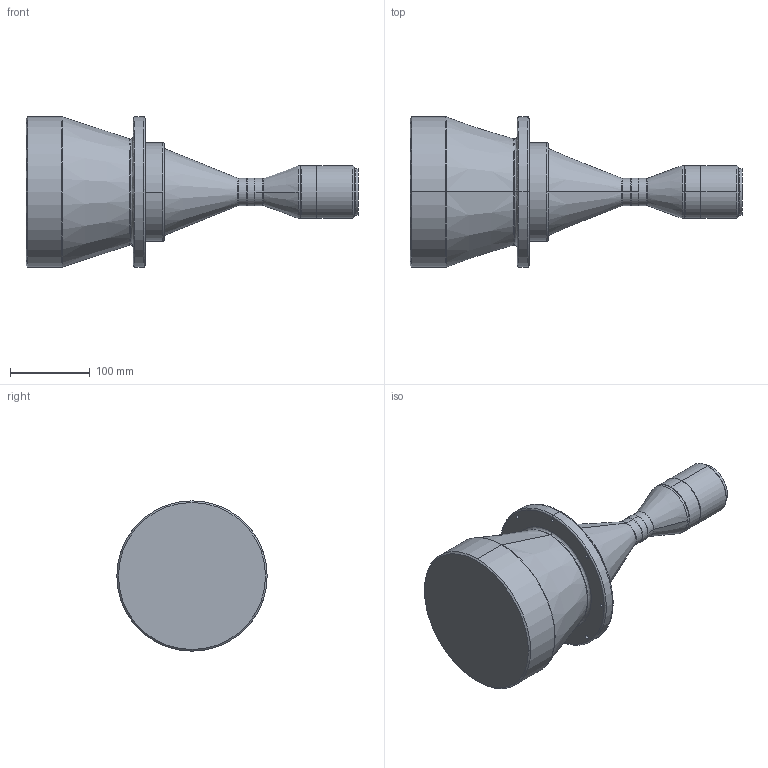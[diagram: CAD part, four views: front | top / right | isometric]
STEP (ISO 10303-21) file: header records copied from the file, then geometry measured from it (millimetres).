
FILE_DESCRIPTION (( 'STEP AP203' ), '1' );
FILE_NAME ('DTCM210-150-M58-AL.STEP', '2022-12-13T08:43:25', ( '' ), ( '' ), 'SwSTEP 2.0', 'SolidWorks 2017', '' );
FILE_SCHEMA (( 'CONFIG_CONTROL_DESIGN' ));
Length unit declared in the file: millimetre
Products named in the file (1): DTCM210-150-M58-AL
Bounding box: 415.4 x 188 x 188 mm (x, y, z)
Volume: 4513301.2 mm3; surface area: 205273 mm2
Topology: 1 solids, 1 shells, 87 faces, 202 edges, 126 vertices
Faces by surface type: cylinder 42, cone 18, bspline 16, plane 11
Entity records: 3291 total; most frequent: CARTESIAN_POINT 1226, DIRECTION 440, ORIENTED_EDGE 404, EDGE_CURVE 202, AXIS2_PLACEMENT_3D 190, VERTEX_POINT 126, CIRCLE 118, EDGE_LOOP 112
